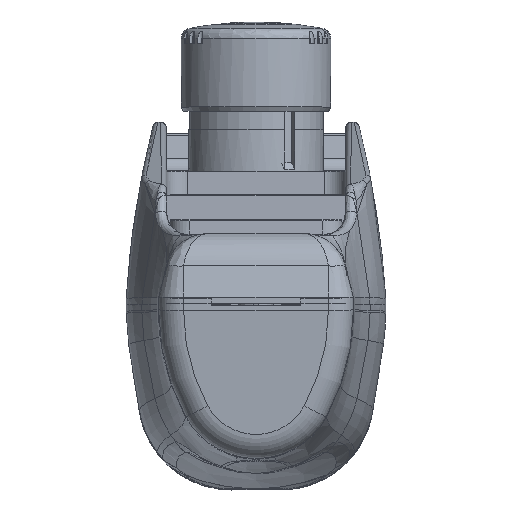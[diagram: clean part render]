
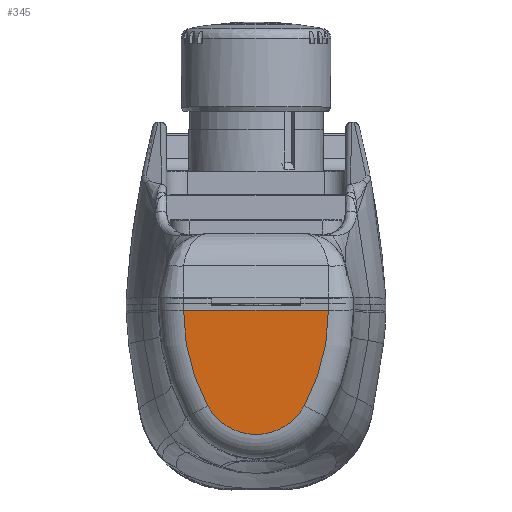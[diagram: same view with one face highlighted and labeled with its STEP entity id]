
A CAD part, top view. The second image highlights one B-rep face of the part: STEP entity #345.
In plain terms, the highlighted planar face has unit normal (0, -0.037, 0.999).
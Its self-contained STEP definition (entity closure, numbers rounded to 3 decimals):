
#345=ADVANCED_FACE('',(#3493),#3494,.F.);
#3493=FACE_OUTER_BOUND('',#10095,.T.);
#3494=PLANE('',#10096);
#10095=EDGE_LOOP('',(#31572,#31573,#31574,#31575));
#10096=AXIS2_PLACEMENT_3D('',#31576,#31577,#31578);
#31572=ORIENTED_EDGE('',*,*,#52696,.T.);
#31573=ORIENTED_EDGE('',*,*,#53300,.F.);
#31574=ORIENTED_EDGE('',*,*,#53297,.F.);
#31575=ORIENTED_EDGE('',*,*,#53301,.F.);
#31576=CARTESIAN_POINT('',(-31.553,-31.05,106.927));
#31577=DIRECTION('',(0.0,0.038,-0.999));
#31578=DIRECTION('',(-1.0,0.0,0.0));
#52696=EDGE_CURVE('',#60765,#60757,#60841,.T.);
#53297=EDGE_CURVE('',#61884,#61886,#61887,.T.);
#53300=EDGE_CURVE('',#61886,#60757,#61890,.T.);
#53301=EDGE_CURVE('',#60765,#61884,#61891,.T.);
#60757=VERTEX_POINT('',#74516);
#60765=VERTEX_POINT('',#74534);
#60841=LINE('',#74782,#74783);
#61884=VERTEX_POINT('',#77280);
#61886=VERTEX_POINT('',#77282);
#61887=CIRCLE('',#77283,11.027);
#61890=CIRCLE('',#77292,39.551);
#61891=CIRCLE('',#77293,39.55);
#74516=CARTESIAN_POINT('',(-14.5,-1.4,108.04));
#74534=CARTESIAN_POINT('',(14.5,-1.4,108.04));
#74782=CARTESIAN_POINT('',(14.5,-1.4,108.04));
#74783=VECTOR('',#99797,29.);
#77280=CARTESIAN_POINT('',(9.687,-20.483,107.324));
#77282=CARTESIAN_POINT('',(-9.687,-20.484,107.324));
#77283=AXIS2_PLACEMENT_3D('',#100357,#100358,#100359);
#77292=AXIS2_PLACEMENT_3D('',#100363,#100364,#100365);
#77293=AXIS2_PLACEMENT_3D('',#100366,#100367,#100368);
#99797=DIRECTION('',(-1.,0.,0.));
#100357=CARTESIAN_POINT('',(0.,-15.218,107.521));
#100358=DIRECTION('',(0.,0.038,-0.999));
#100359=DIRECTION('',(0.879,-0.477,-0.018));
#100363=CARTESIAN_POINT('',(25.051,-1.588,108.033));
#100364=DIRECTION('',(0.,0.038,-0.999));
#100365=DIRECTION('',(-0.878,-0.478,-0.018));
#100366=CARTESIAN_POINT('',(-25.05,-1.588,108.033));
#100367=DIRECTION('',(0.,0.038,-0.999));
#100368=DIRECTION('',(1.,0.005,0.));
